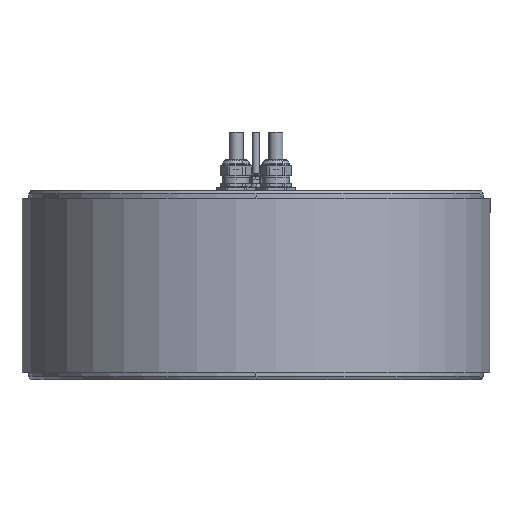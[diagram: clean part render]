
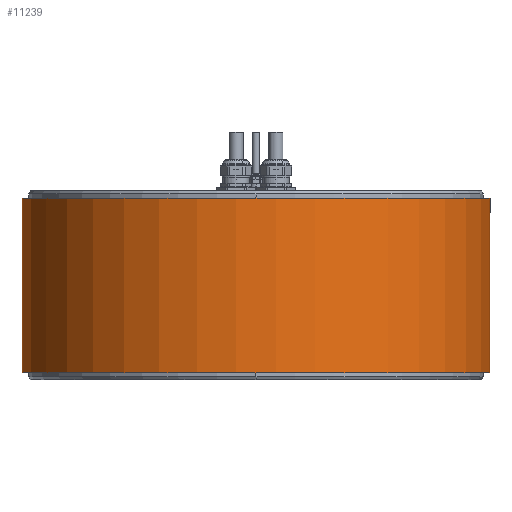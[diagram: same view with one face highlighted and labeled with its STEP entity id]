
A CAD part, front view. The second image highlights one B-rep face of the part: STEP entity #11239.
In plain terms, the highlighted cylindrical face has radius 198.5 mm (diameter 397 mm), a partial arc.
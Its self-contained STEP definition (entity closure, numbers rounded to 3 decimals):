
#1316=CARTESIAN_POINT('',(0.,0.,-6.1));
#1317=DIRECTION('',(0.,0.,1.));
#1318=DIRECTION('',(-0.149,0.989,0.));
#1319=AXIS2_PLACEMENT_3D('',#1316,#1317,#1318);
#1321=DIRECTION('',(0.,0.,1.));
#1322=VECTOR('',#1321,147.8);
#1323=CARTESIAN_POINT('',(29.5,196.296,-153.9));
#1324=LINE('',#1323,#1322);
#1325=CARTESIAN_POINT('',(0.,0.,-153.9));
#1326=DIRECTION('',(0.,0.,-1.));
#1327=DIRECTION('',(0.149,0.989,0.));
#1328=AXIS2_PLACEMENT_3D('',#1325,#1326,#1327);
#1330=DIRECTION('',(0.,0.,1.));
#1331=VECTOR('',#1330,147.8);
#1332=CARTESIAN_POINT('',(-29.5,196.296,-153.9));
#1333=LINE('',#1332,#1331);
#7735=CARTESIAN_POINT('',(-29.5,196.296,-153.9));
#7736=CARTESIAN_POINT('',(29.5,196.296,-153.9));
#7737=VERTEX_POINT('',#7735);
#7738=VERTEX_POINT('',#7736);
#7739=CARTESIAN_POINT('',(-29.5,196.296,-6.1));
#7740=CARTESIAN_POINT('',(29.5,196.296,-6.1));
#7741=VERTEX_POINT('',#7739);
#7742=VERTEX_POINT('',#7740);
#11227=CARTESIAN_POINT('',(0.,0.,1.29));
#11228=DIRECTION('',(0.,0.,-1.));
#11229=DIRECTION('',(1.,0.,0.));
#11230=AXIS2_PLACEMENT_3D('',#11227,#11228,#11229);
#11231=CYLINDRICAL_SURFACE('',#11230,198.5);
#11233=ORIENTED_EDGE('',*,*,#11232,.T.);
#11234=ORIENTED_EDGE('',*,*,#11208,.F.);
#11235=ORIENTED_EDGE('',*,*,#11193,.T.);
#11236=ORIENTED_EDGE('',*,*,#11212,.T.);
#11237=EDGE_LOOP('',(#11233,#11234,#11235,#11236));
#11238=FACE_OUTER_BOUND('',#11237,.F.);
#11239=ADVANCED_FACE('',(#11238),#11231,.T.);
#1320=CIRCLE('',#1319,198.5);
#1329=CIRCLE('',#1328,198.5);
#11193=EDGE_CURVE('',#7738,#7737,#1329,.T.);
#11208=EDGE_CURVE('',#7738,#7742,#1324,.T.);
#11212=EDGE_CURVE('',#7737,#7741,#1333,.T.);
#11232=EDGE_CURVE('',#7741,#7742,#1320,.T.);
